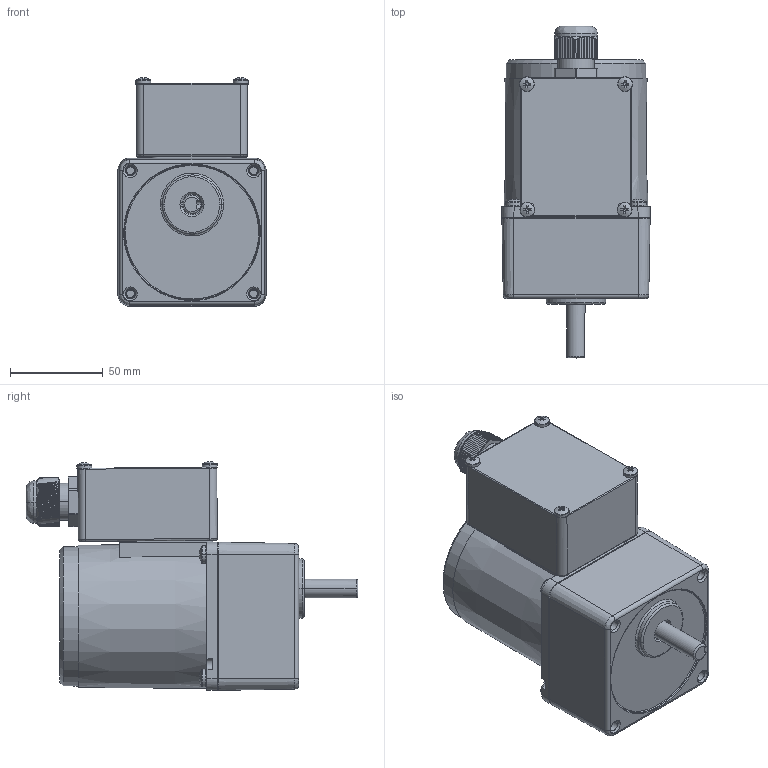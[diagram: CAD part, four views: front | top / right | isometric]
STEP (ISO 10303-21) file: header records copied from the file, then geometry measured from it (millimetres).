
FILE_DESCRIPTION (( 'STEP AP203' ), '1' );
FILE_NAME ('4ik25gn-ct-4gn3k-200k.STEP', '2015-12-10T05:34:39', ( '微软用户' ), ( '微软中国' ), 'SwSTEP 2.0', 'SolidWorks 2009', '' );
FILE_SCHEMA (( 'CONFIG_CONTROL_DESIGN' ));
Length unit declared in the file: millimetre
Products named in the file (11): PRT0080; PRT0079; PRT0076; 4ik25gn-ct-4gn3k-200k; PRT0083; ASM0017_ASM; PRT0081; PRT0078; PRT0082; 4IK25GN-CT-4GN3K-200K_ASM_1_ASM_ASM; PRT0075
Assembly tree (13 placements, depth 4):
  4ik25gn-ct-4gn3k-200k
    ASM0017_ASM
      PRT0082  x4
      4IK25GN-CT-4GN3K-200K_ASM_1_ASM_ASM
        PRT0076
        PRT0075
      PRT0079
      PRT0081
      PRT0078
      PRT0080
    PRT0083
Bounding box: 80 x 179.1 x 123.49 mm (x, y, z)
Volume: 472040.2 mm3; surface area: 128163.5 mm2
Topology: 11 solids, 12 shells, 1749 faces, 3880 edges, 2171 vertices
Faces by surface type: cone 828, cylinder 599, plane 251, bspline 71
Entity records: 37435 total; most frequent: CARTESIAN_POINT 9153, DIRECTION 5852, ORIENTED_EDGE 5546, EDGE_CURVE 2773, AXIS2_PLACEMENT_3D 2319, VERTEX_POINT 1610, EDGE_LOOP 1297, ADVANCED_FACE 1230
